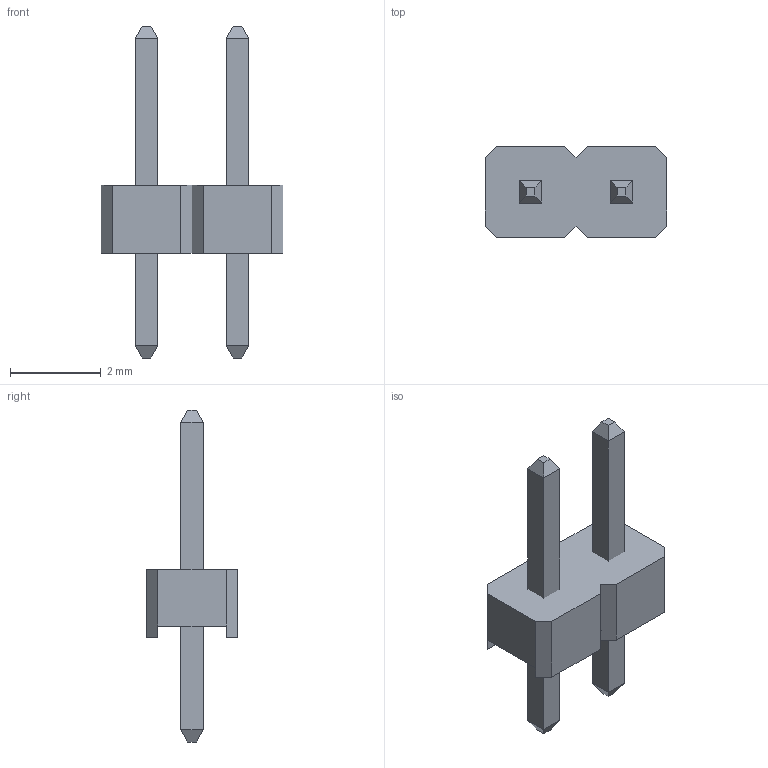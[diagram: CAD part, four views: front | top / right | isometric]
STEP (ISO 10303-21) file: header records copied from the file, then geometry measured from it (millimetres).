
FILE_DESCRIPTION((''),'2;1');
FILE_NAME('HARWIN_M22-251-0205.stp','2015-01-21T10:08:22',(''),(''),'Mechanical Desktop 2011','Mechanical Desktop 2011',', , ');
FILE_SCHEMA(('AUTOMOTIVE_DESIGN { 1 2 10303 214 1 1 1 1 }'));
Length unit declared in the file: millimetre
Products named in the file (1): Product
Bounding box: 4 x 2 x 7.3 mm (x, y, z)
Volume: 13.6 mm3; surface area: 63.4 mm2
Topology: 3 solids, 3 shells, 52 faces, 114 edges, 66 vertices
Faces by surface type: plane 52
Entity records: 1412 total; most frequent: CARTESIAN_POINT 233, ORIENTED_EDGE 228, DIRECTION 220, VECTOR 114, LINE 114, EDGE_CURVE 114, VERTEX_POINT 66, AXIS2_PLACEMENT_3D 53
